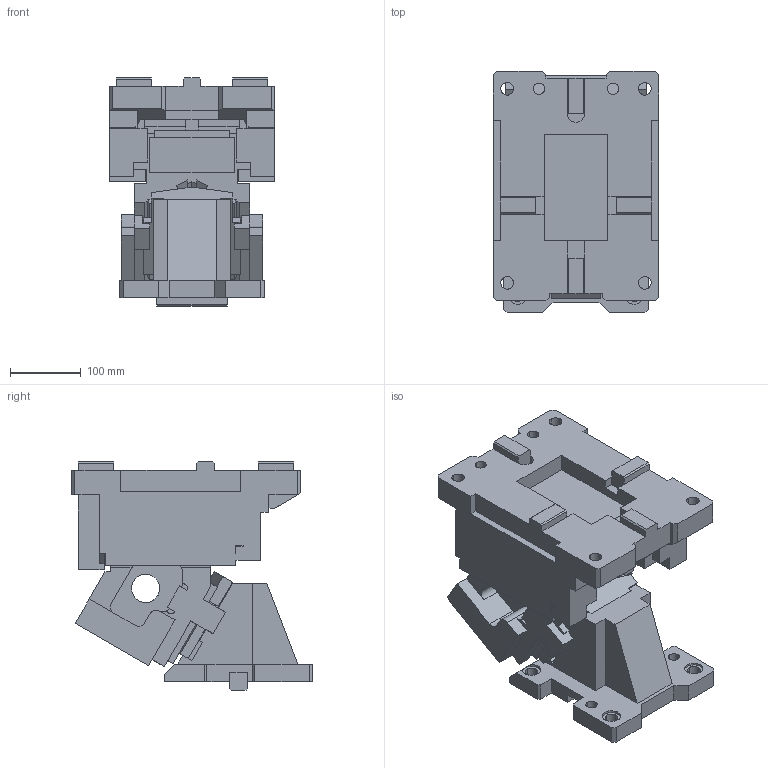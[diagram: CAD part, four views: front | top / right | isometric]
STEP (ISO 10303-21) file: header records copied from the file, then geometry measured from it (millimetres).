
FILE_DESCRIPTION(('CATIA V5 STEP Exchange'),'2;1');
FILE_NAME('CACN_F_200_60.stp','2015-04-24T09:59:14+00:00',('none'),('none'),'CATIA Version 5 Release 19 SP 2 (IN-10)','CATIA V5 STEP AP203','none');
FILE_SCHEMA(('CONFIG_CONTROL_DESIGN'));
Length unit declared in the file: millimetre
Products named in the file (1): CACN_F_200_60
Bounding box: 235 x 342 x 324 mm (x, y, z)
Volume: 11821431.4 mm3; surface area: 832290.1 mm2
Topology: 3 solids, 3 shells, 474 faces, 1371 edges, 915 vertices
Faces by surface type: plane 378, cylinder 56, bspline 40
Entity records: 16444 total; most frequent: CARTESIAN_POINT 4638, ORIENTED_EDGE 2742, DIRECTION 1955, EDGE_CURVE 1371, VECTOR 1113, LINE 1113, VERTEX_POINT 915, EDGE_LOOP 516
